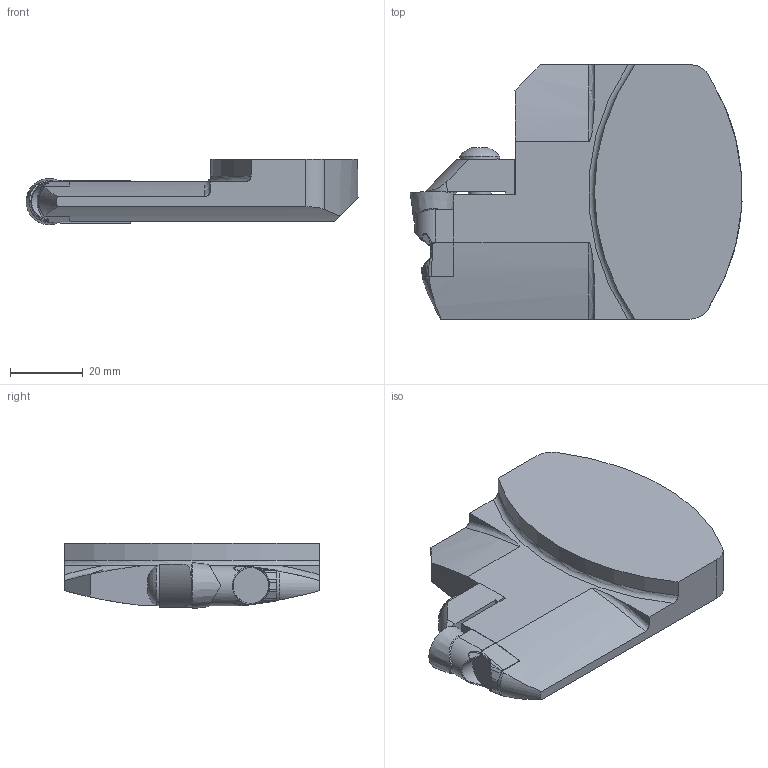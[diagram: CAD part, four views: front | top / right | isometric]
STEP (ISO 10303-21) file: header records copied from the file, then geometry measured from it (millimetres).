
FILE_DESCRIPTION(/* description */ (''),/* implementation_level */ '2;1');
FILE_NAME(/* name */ '1637647709425.stp',/* time_stamp */ '2021-11-23T11:38:42+05:00',/* author */ (''),/* organization */ ('SMS'),/* preprocessor_version */ 'ST-DEVELOPER v16.7',/* originating_system */ 'SIEMENS PLM Software NX 12.0',/* authorisation */ '');
FILE_SCHEMA (('AUTOMOTIVE_DESIGN { 1 0 10303 214 3 1 1 1 }'));
Length unit declared in the file: millimetre
Products named in the file (4): 203686977mod000_00; 203716793mod000_01; ASSEMBLY_CONSTRUCTION; 203716794mod000_01
Assembly tree (3 placements, depth 2):
  203716794mod000_01
    ASSEMBLY_CONSTRUCTION
    203716793mod000_01
    203686977mod000_00
Bounding box: 91.35 x 70 x 18 mm (x, y, z)
Volume: 63025.3 mm3; surface area: 14719.4 mm2
Topology: 2 solids, 2 shells, 122 faces, 308 edges, 200 vertices
Faces by surface type: plane 50, bspline 32, cylinder 30, torus 5, sphere 3, cone 2
Full cylindrical faces by diameter (mm): 6.35 x1, 11.1 x1
Entity records: 4478 total; most frequent: CARTESIAN_POINT 1570, ORIENTED_EDGE 594, DIRECTION 551, EDGE_CURVE 297, AXIS2_PLACEMENT_3D 216, VERTEX_POINT 187, EDGE_LOOP 132, ADVANCED_FACE 122
